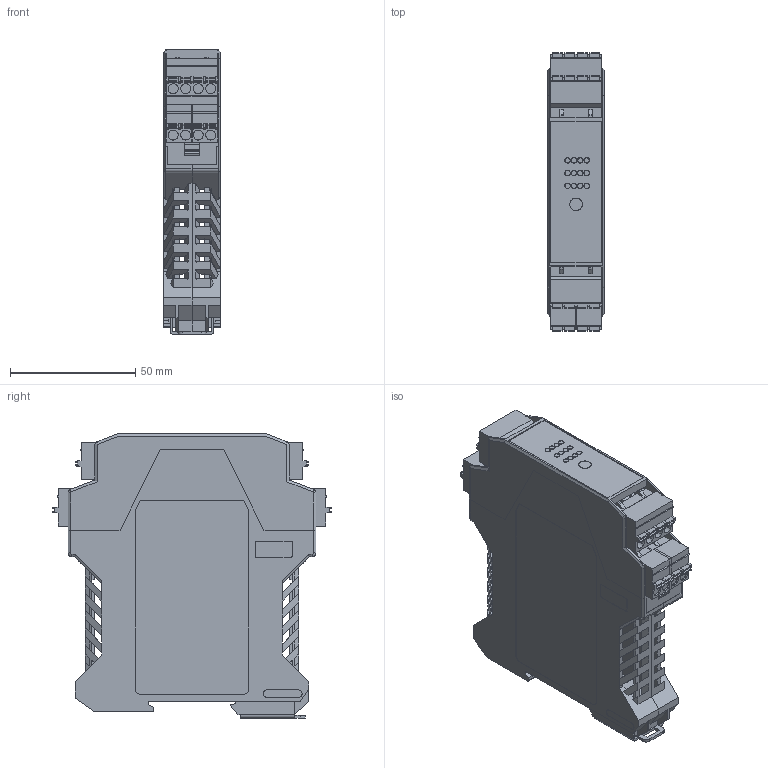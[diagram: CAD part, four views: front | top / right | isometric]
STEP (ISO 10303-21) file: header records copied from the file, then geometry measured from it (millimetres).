
FILE_DESCRIPTION(/* description */ ('Alibre Inc.'),/* implementation_level */ '2;1');
FILE_NAME(/* name */ 'export-0C62064A-0991-469F-8048-441AC25DFFA0',/* time_stamp */ '2022-06-01T12:33:41+02:00',/* author */ (''),/* organization */ (''),/* preprocessor_version */ 'ST-DEVELOPER v17',/* originating_system */ 'Alibre',/* authorisation */ '');
FILE_SCHEMA (('AUTOMOTIVE_DESIGN'));
Length unit declared in the file: millimetre
Products named in the file (15): ID_1; 2EDGKDF-5.0-04P-1Y-00A(H); 2EDGKDF-5.0-02P-1Y-00A(H)
Bounding box: 22.6 x 111.19 x 113.6 mm (x, y, z)
Volume: 81187.7 mm3; surface area: 82725.9 mm2
Topology: 29 solids, 29 shells, 3083 faces, 8557 edges, 5562 vertices
Faces by surface type: plane 2391, cylinder 622, cone 44, bspline 16, torus 10
Full cylindrical faces by diameter (mm): 2.08 x12, 2.2 x24, 4.98 x1, 5 x2
Entity records: 61948 total; most frequent: CARTESIAN_POINT 11501, ORIENTED_EDGE 11140, DIRECTION 8329, EDGE_CURVE 5567, VECTOR 4704, LINE 4704, VERTEX_POINT 3625, AXIS2_PLACEMENT_3D 2569
